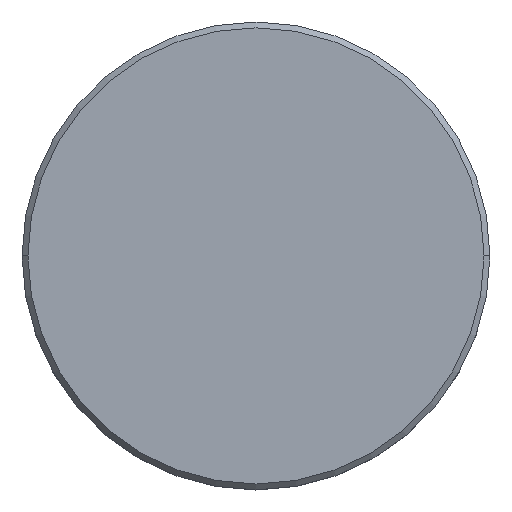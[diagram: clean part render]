
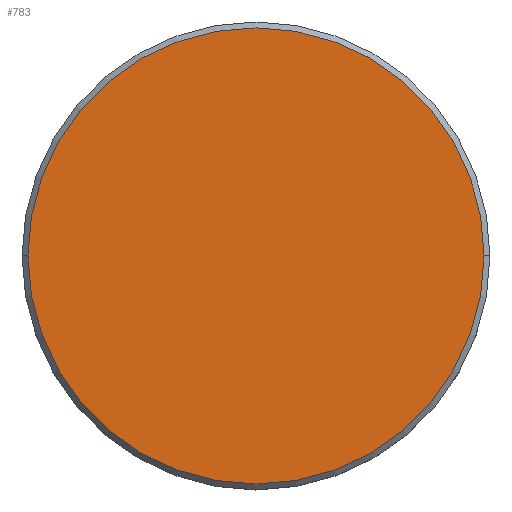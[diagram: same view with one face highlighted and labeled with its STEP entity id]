
A CAD part, top view. The second image highlights one B-rep face of the part: STEP entity #783.
In plain terms, the highlighted planar face has unit normal (0, 0, 1).
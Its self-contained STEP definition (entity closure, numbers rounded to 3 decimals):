
#41 = AXIS2_PLACEMENT_3D ( 'NONE', #242, #427, #606 ) ;
#61 = CIRCLE ( 'NONE', #331, 19.5 ) ;
#100 = VERTEX_POINT ( 'NONE', #912 ) ;
#125 = ORIENTED_EDGE ( 'NONE', *, *, #483, .T. ) ;
#242 = CARTESIAN_POINT ( 'NONE',  ( 0., 0., 0. ) ) ;
#331 = AXIS2_PLACEMENT_3D ( 'NONE', #880, #1000, #1103 ) ;
#335 = CIRCLE ( 'NONE', #582, 19.5 ) ;
#427 = DIRECTION ( 'NONE',  ( 0., 0., 1. ) ) ;
#452 = ORIENTED_EDGE ( 'NONE', *, *, #975, .T. ) ;
#466 = EDGE_LOOP ( 'NONE', ( #125, #452 ) ) ;
#483 = EDGE_CURVE ( 'NONE', #1071, #100, #61, .T. ) ;
#582 = AXIS2_PLACEMENT_3D ( 'NONE', #1024, #655, #847 ) ;
#606 = DIRECTION ( 'NONE',  ( 1., 0., 0. ) ) ;
#655 = DIRECTION ( 'NONE',  ( 0., 0., 1. ) ) ;
#783 = ADVANCED_FACE ( 'NONE', ( #1149 ), #887, .T. ) ;
#847 = DIRECTION ( 'NONE',  ( 1., 0., 0. ) ) ;
#880 = CARTESIAN_POINT ( 'NONE',  ( 0., 0., 0. ) ) ;
#887 = PLANE ( 'NONE',  #41 ) ;
#912 = CARTESIAN_POINT ( 'NONE',  ( 19.5, 0., 0. ) ) ;
#975 = EDGE_CURVE ( 'NONE', #100, #1071, #335, .T. ) ;
#1000 = DIRECTION ( 'NONE',  ( 0., 0., 1. ) ) ;
#1024 = CARTESIAN_POINT ( 'NONE',  ( 0., 0., 0. ) ) ;
#1071 = VERTEX_POINT ( 'NONE', #1160 ) ;
#1103 = DIRECTION ( 'NONE',  ( 1., 0., 0. ) ) ;
#1149 = FACE_OUTER_BOUND ( 'NONE', #466, .T. ) ;
#1160 = CARTESIAN_POINT ( 'NONE',  ( -19.5, 0., 0. ) ) ;
